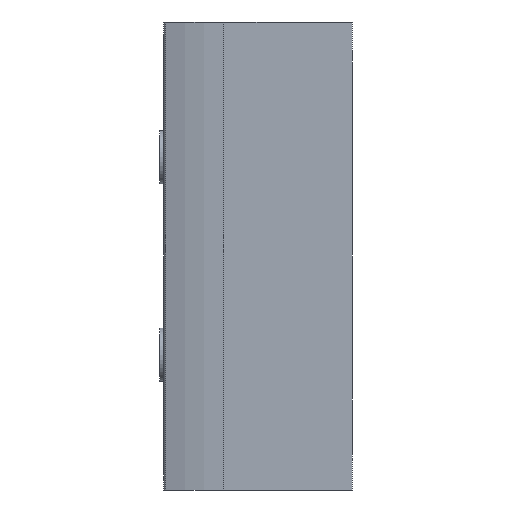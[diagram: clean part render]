
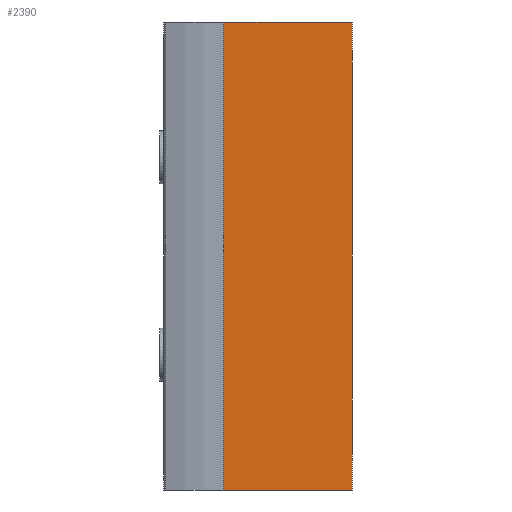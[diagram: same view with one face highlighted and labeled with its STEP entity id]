
A CAD part, left-side view. The second image highlights one B-rep face of the part: STEP entity #2390.
In plain terms, the highlighted planar face has unit normal (-1, 0, 0).
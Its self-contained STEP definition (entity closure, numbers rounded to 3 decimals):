
#368=ORIENTED_EDGE('',*,*,#920,.T.);
#369=ORIENTED_EDGE('',*,*,#921,.F.);
#370=ORIENTED_EDGE('',*,*,#922,.F.);
#371=ORIENTED_EDGE('',*,*,#917,.T.);
#917=EDGE_CURVE('',#1194,#1193,#1426,.T.);
#920=EDGE_CURVE('',#1193,#1196,#1428,.T.);
#921=EDGE_CURVE('',#1197,#1196,#1429,.T.);
#922=EDGE_CURVE('',#1194,#1197,#1430,.T.);
#1193=VERTEX_POINT('',#3944);
#1194=VERTEX_POINT('',#3946);
#1196=VERTEX_POINT('',#3952);
#1197=VERTEX_POINT('',#3954);
#1426=LINE('',#3945,#1490);
#1428=LINE('',#3951,#1492);
#1429=LINE('',#3953,#1493);
#1430=LINE('',#3955,#1494);
#1490=VECTOR('',#3045,1000.);
#1492=VECTOR('',#3051,1000.);
#1493=VECTOR('',#3052,1000.);
#1494=VECTOR('',#3053,1000.);
#1552=EDGE_LOOP('',(#368,#369,#370,#371));
#1930=FACE_BOUND('',#1552,.T.);
#2307=PLANE('',#2615);
#2390=ADVANCED_FACE('',(#1930),#2307,.F.);
#2615=AXIS2_PLACEMENT_3D('',#3950,#3049,#3050);
#3045=DIRECTION('',(0.,0.,-1.));
#3049=DIRECTION('',(1.,0.,0.));
#3050=DIRECTION('',(0.,0.,-1.));
#3051=DIRECTION('',(0.,-1.,0.));
#3052=DIRECTION('',(0.,0.,-1.));
#3053=DIRECTION('',(0.,-1.,0.));
#3944=CARTESIAN_POINT('',(-53.65,13.6,-24.85));
#3945=CARTESIAN_POINT('',(-53.65,13.6,24.85));
#3946=CARTESIAN_POINT('',(-53.65,13.6,24.85));
#3950=CARTESIAN_POINT('',(-53.65,13.6,24.85));
#3951=CARTESIAN_POINT('',(-53.65,13.6,-24.85));
#3952=CARTESIAN_POINT('',(-53.65,0.,-24.85));
#3953=CARTESIAN_POINT('',(-53.65,0.,24.85));
#3954=CARTESIAN_POINT('',(-53.65,0.,24.85));
#3955=CARTESIAN_POINT('',(-53.65,13.6,24.85));
